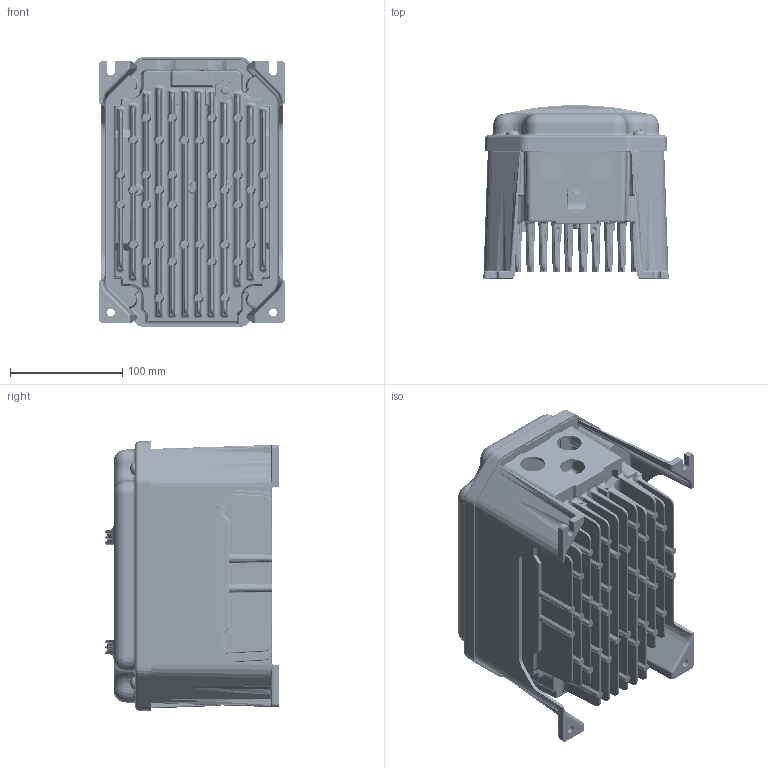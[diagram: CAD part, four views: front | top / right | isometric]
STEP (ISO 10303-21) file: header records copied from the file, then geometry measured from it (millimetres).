
FILE_DESCRIPTION (( 'STEP AP214' ),'1' );
FILE_NAME ('X-Series Size T0 Enclosure Assy.STEP','2011-07-28T20:08:35',( 'Vacon' ),( 'Vacon' ),'SwSTEP 2.0','SolidWorks 2010','' );
FILE_SCHEMA (( 'AUTOMOTIVE_DESIGN' ));
Products named in the file (1): X-Series Size T0 Enclosure Assy
Bounding box: 165.06 x 154.56 x 240.45 mm (x, y, z)
Volume: 1297407.8 mm3; surface area: 528734.4 mm2
Topology: 1 solids, 67 shells, 5270 faces, 13104 edges, 7908 vertices
Faces by surface type: bspline 1531, plane 1481, cylinder 1068, cone 781, torus 357, sphere 52
Entity records: 204385 total; most frequent: CARTESIAN_POINT 91322, ORIENTED_EDGE 25932, DIRECTION 20374, EDGE_CURVE 12966, VERTEX_POINT 7906, AXIS2_PLACEMENT_3D 7350, VECTOR 5674, LINE 5674
